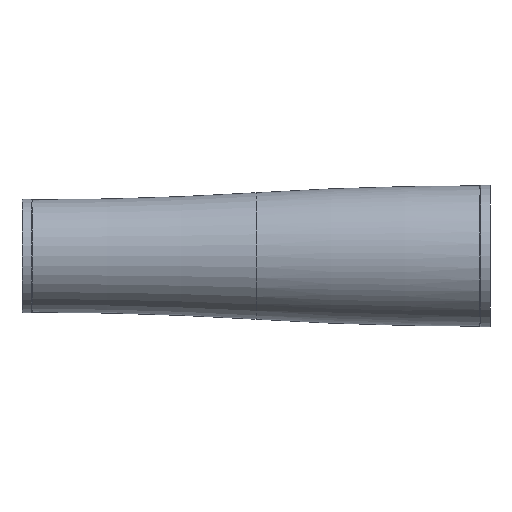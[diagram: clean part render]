
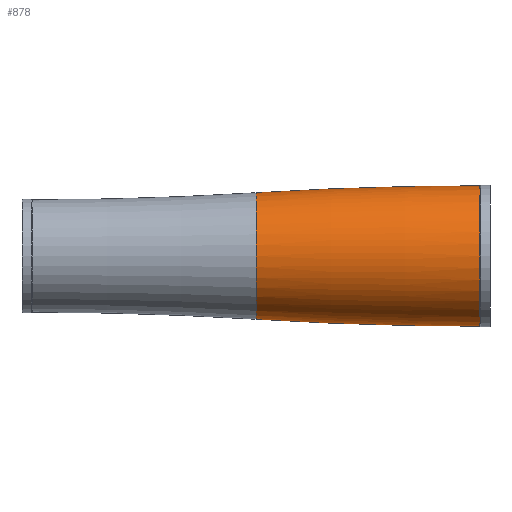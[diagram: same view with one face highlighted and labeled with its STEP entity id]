
A CAD part, front view. The second image highlights one B-rep face of the part: STEP entity #878.
In plain terms, the highlighted toroidal (fillet/blend) face has major radius 1397.67 mm and minor radius 1425.42 mm.
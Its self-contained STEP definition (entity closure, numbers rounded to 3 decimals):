
#40 = CARTESIAN_POINT ( 'NONE',  ( -4., 0., 1397.67 ) ) ;
#46 = DIRECTION ( 'NONE',  ( 0., -1., 0. ) ) ;
#47 = DIRECTION ( 'NONE',  ( 0., 0., -1. ) ) ;
#52 = AXIS2_PLACEMENT_3D ( 'NONE', #692, #451, #739 ) ;
#55 = CARTESIAN_POINT ( 'NONE',  ( -4., 0., 27.75 ) ) ;
#131 = EDGE_CURVE ( 'NONE', #302, #335, #810, .T. ) ;
#138 = ORIENTED_EDGE ( 'NONE', *, *, #807, .F. ) ;
#174 = ORIENTED_EDGE ( 'NONE', *, *, #564, .T. ) ;
#237 = CIRCLE ( 'NONE', #52, 1425.42 ) ;
#257 = EDGE_LOOP ( 'NONE', ( #389, #361, #174, #138 ) ) ;
#302 = VERTEX_POINT ( 'NONE', #790 ) ;
#335 = VERTEX_POINT ( 'NONE', #997 ) ;
#344 = CIRCLE ( 'NONE', #750, 1425.42 ) ;
#361 = ORIENTED_EDGE ( 'NONE', *, *, #131, .T. ) ;
#389 = ORIENTED_EDGE ( 'NONE', *, *, #469, .F. ) ;
#410 = TOROIDAL_SURFACE ( 'NONE', #832, -1397.67, 1425.42 ) ;
#442 = VERTEX_POINT ( 'NONE', #516 ) ;
#451 = DIRECTION ( 'NONE',  ( 0., 1., 0. ) ) ;
#469 = EDGE_CURVE ( 'NONE', #302, #573, #237, .T. ) ;
#516 = CARTESIAN_POINT ( 'NONE',  ( -4., 0., -27.75 ) ) ;
#564 = EDGE_CURVE ( 'NONE', #335, #442, #344, .T. ) ;
#573 = VERTEX_POINT ( 'NONE', #55 ) ;
#692 = CARTESIAN_POINT ( 'NONE',  ( -4., 0., -1397.67 ) ) ;
#739 = DIRECTION ( 'NONE',  ( 0., 0., 1. ) ) ;
#742 = FACE_OUTER_BOUND ( 'NONE', #257, .T. ) ;
#750 = AXIS2_PLACEMENT_3D ( 'NONE', #40, #46, #47 ) ;
#790 = CARTESIAN_POINT ( 'NONE',  ( -92.5, 0., 25. ) ) ;
#799 = DIRECTION ( 'NONE',  ( 1., 0., 0. ) ) ;
#807 = EDGE_CURVE ( 'NONE', #573, #442, #820, .T. ) ;
#810 = CIRCLE ( 'NONE', #988, 25. ) ;
#812 = DIRECTION ( 'NONE',  ( 0., 0., -1. ) ) ;
#820 = CIRCLE ( 'NONE', #862, 27.75 ) ;
#832 = AXIS2_PLACEMENT_3D ( 'NONE', #870, #799, #920 ) ;
#833 = CARTESIAN_POINT ( 'NONE',  ( -92.5, 0., 0. ) ) ;
#850 = DIRECTION ( 'NONE',  ( 1., 0., 0. ) ) ;
#854 = DIRECTION ( 'NONE',  ( 0., 0., -1. ) ) ;
#862 = AXIS2_PLACEMENT_3D ( 'NONE', #864, #850, #854 ) ;
#864 = CARTESIAN_POINT ( 'NONE',  ( -4., 0., 0. ) ) ;
#870 = CARTESIAN_POINT ( 'NONE',  ( -4., 0., 0. ) ) ;
#878 = ADVANCED_FACE ( 'NONE', ( #742 ), #410, .T. ) ;
#920 = DIRECTION ( 'NONE',  ( 0., 0., -1. ) ) ;
#982 = DIRECTION ( 'NONE',  ( 1., 0., 0. ) ) ;
#988 = AXIS2_PLACEMENT_3D ( 'NONE', #833, #982, #812 ) ;
#997 = CARTESIAN_POINT ( 'NONE',  ( -92.5, 0., -25. ) ) ;
